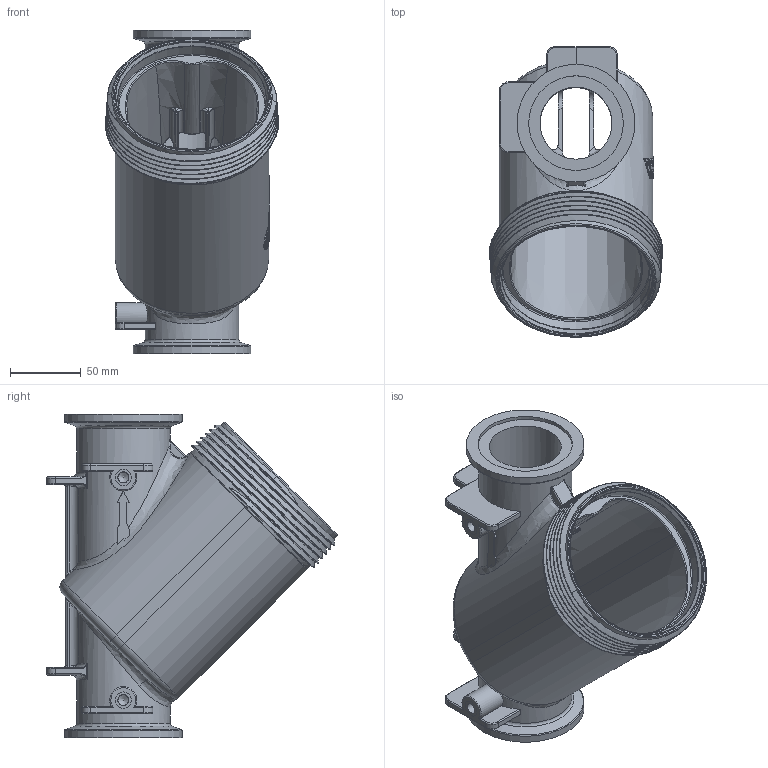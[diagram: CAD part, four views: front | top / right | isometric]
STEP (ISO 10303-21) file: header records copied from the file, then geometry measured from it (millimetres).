
FILE_DESCRIPTION(/* description */ ('MLS222 BODY WITH RIBS & INSERTS'),/* implementation_level */ '2;1');
FILE_NAME(/* name */ 'MLS222BI.stp',/* time_stamp */ '2023-03-24T09:50:08-04:00',/* author */ ('ALR'),/* organization */ (''),/* preprocessor_version */ 'ST-DEVELOPER v18.1',/* originating_system */ 'Autodesk Inventor 2022',/* authorisation */ '');
FILE_SCHEMA (('AUTOMOTIVE_DESIGN { 1 0 10303 214 3 1 1 }'));
Length unit declared in the file: inch
Products named in the file (3): MLS222BI; MLS222B; V25022
Assembly tree (3 placements, depth 2):
  MLS222BI
    MLS222B
    V25022  x2
Bounding box: 122.3 x 205.25 x 228.6 mm (x, y, z)
Volume: 848098.3 mm3; surface area: 202783.9 mm2
Topology: 3 solids, 3 shells, 670 faces, 1774 edges, 1112 vertices
Faces by surface type: plane 295, cylinder 180, bspline 127, torus 36, cone 32
Full cylindrical faces by diameter (mm): 7.493 x2, 7.798 x2, 11.557 x4, 12.7 x4, 50.8 x2, 66.04 x2, 66.802 x2, 83.058 x2, 104.902 x1
Entity records: 32030 total; most frequent: CARTESIAN_POINT 16217, ORIENTED_EDGE 3456, DIRECTION 3100, EDGE_CURVE 1728, AXIS2_PLACEMENT_3D 1212, VERTEX_POINT 1099, EDGE_LOOP 692, LINE 676
